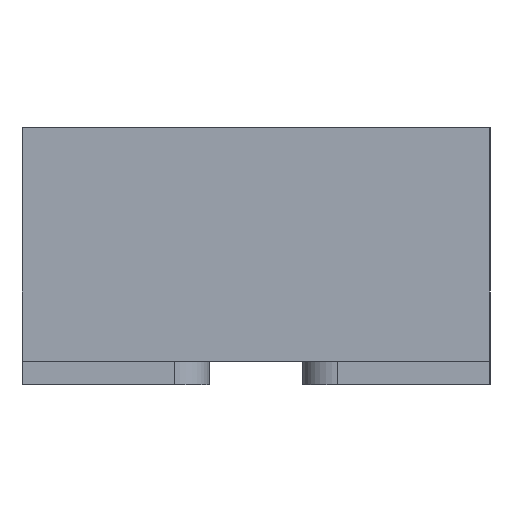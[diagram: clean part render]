
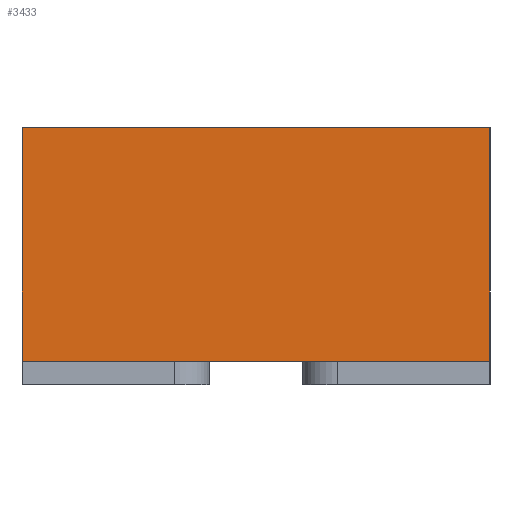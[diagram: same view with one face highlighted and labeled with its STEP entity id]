
A CAD part, left-side view. The second image highlights one B-rep face of the part: STEP entity #3433.
In plain terms, the highlighted planar face has unit normal (-1, 0, 0).
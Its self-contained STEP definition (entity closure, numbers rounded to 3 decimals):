
#799 = CARTESIAN_POINT ( 'NONE',  ( -1.25, 0., 0.55 ) ) ;
#1794 = CARTESIAN_POINT ( 'NONE',  ( -1.25, -0.5, 0.05 ) ) ;
#2645 = DIRECTION ( 'NONE',  ( 0., 0., -1. ) ) ;
#2889 = ORIENTED_EDGE ( 'NONE', *, *, #2951, .F. ) ;
#2951 = EDGE_CURVE ( 'NONE', #12421, #9435, #17348, .T. ) ;
#2956 = PLANE ( 'NONE',  #3994 ) ;
#2968 = EDGE_CURVE ( 'NONE', #15267, #17331, #4091, .T. ) ;
#3433 = ADVANCED_FACE ( 'NONE', ( #4456 ), #2956, .F. ) ;
#3889 = DIRECTION ( 'NONE',  ( 0., -1., 0. ) ) ;
#3994 = AXIS2_PLACEMENT_3D ( 'NONE', #5957, #6145, #4641 ) ;
#4091 = LINE ( 'NONE', #799, #14092 ) ;
#4456 = FACE_OUTER_BOUND ( 'NONE', #9047, .T. ) ;
#4641 = DIRECTION ( 'NONE',  ( 0., 0., -1. ) ) ;
#5217 = CARTESIAN_POINT ( 'NONE',  ( -1.25, -0.5, 0.55 ) ) ;
#5889 = CARTESIAN_POINT ( 'NONE',  ( -1.25, 0.5, 0.55 ) ) ;
#5957 = CARTESIAN_POINT ( 'NONE',  ( -1.25, 0.5, 0.55 ) ) ;
#6145 = DIRECTION ( 'NONE',  ( 1., 0., 0. ) ) ;
#6697 = CARTESIAN_POINT ( 'NONE',  ( -1.25, 0.5, 0.55 ) ) ;
#6723 = ORIENTED_EDGE ( 'NONE', *, *, #14030, .F. ) ;
#6884 = CARTESIAN_POINT ( 'NONE',  ( -1.25, 0., 0.05 ) ) ;
#6921 = LINE ( 'NONE', #5217, #14865 ) ;
#9047 = EDGE_LOOP ( 'NONE', ( #6723, #10800, #14286, #2889 ) ) ;
#9435 = VERTEX_POINT ( 'NONE', #13803 ) ;
#10416 = EDGE_CURVE ( 'NONE', #9435, #15267, #19477, .T. ) ;
#10800 = ORIENTED_EDGE ( 'NONE', *, *, #2968, .F. ) ;
#11646 = DIRECTION ( 'NONE',  ( 0., 1., 0. ) ) ;
#12218 = CARTESIAN_POINT ( 'NONE',  ( -1.25, -0.5, 0.55 ) ) ;
#12421 = VERTEX_POINT ( 'NONE', #1794 ) ;
#13803 = CARTESIAN_POINT ( 'NONE',  ( -1.25, 0.5, 0.05 ) ) ;
#14030 = EDGE_CURVE ( 'NONE', #17331, #12421, #6921, .T. ) ;
#14092 = VECTOR ( 'NONE', #3889, 1000. ) ;
#14286 = ORIENTED_EDGE ( 'NONE', *, *, #10416, .F. ) ;
#14865 = VECTOR ( 'NONE', #2645, 1000. ) ;
#15267 = VERTEX_POINT ( 'NONE', #6697 ) ;
#16497 = VECTOR ( 'NONE', #18075, 1000. ) ;
#17253 = VECTOR ( 'NONE', #11646, 1000. ) ;
#17331 = VERTEX_POINT ( 'NONE', #12218 ) ;
#17348 = LINE ( 'NONE', #6884, #17253 ) ;
#18075 = DIRECTION ( 'NONE',  ( 0., 0., 1. ) ) ;
#19477 = LINE ( 'NONE', #5889, #16497 ) ;
